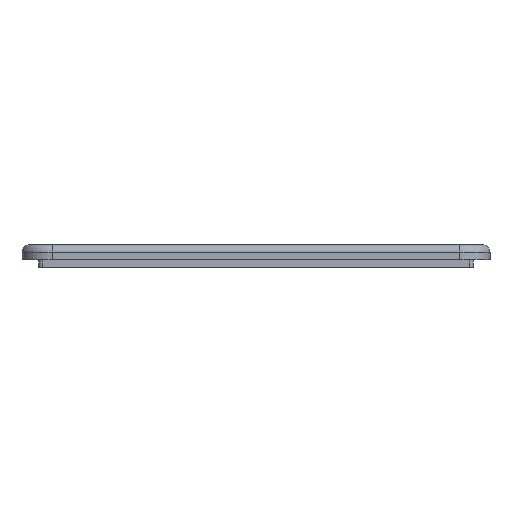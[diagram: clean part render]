
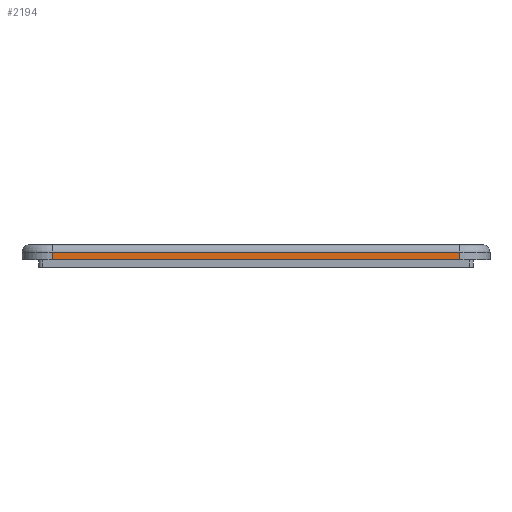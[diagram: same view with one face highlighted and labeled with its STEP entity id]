
A CAD part, front view. The second image highlights one B-rep face of the part: STEP entity #2194.
In plain terms, the highlighted planar face has unit normal (0, -1, 0).
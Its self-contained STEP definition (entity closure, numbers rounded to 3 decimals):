
#102 = PLANE('',#103);
#103 = AXIS2_PLACEMENT_3D('',#104,#105,#106);
#104 = CARTESIAN_POINT('',(31.,56.,-2.));
#105 = DIRECTION('',(0.,0.,1.));
#106 = DIRECTION('',(1.,0.,0.));
#293 = CYLINDRICAL_SURFACE('',#294,4.);
#294 = AXIS2_PLACEMENT_3D('',#295,#296,#297);
#295 = CARTESIAN_POINT('',(58.,4.,0.));
#296 = DIRECTION('',(0.,0.,1.));
#297 = DIRECTION('',(1.,0.,0.));
#311 = VERTEX_POINT('',#312);
#312 = CARTESIAN_POINT('',(4.,0.,-2.));
#327 = CYLINDRICAL_SURFACE('',#328,4.);
#328 = AXIS2_PLACEMENT_3D('',#329,#330,#331);
#329 = CARTESIAN_POINT('',(4.,4.,0.));
#330 = DIRECTION('',(0.,0.,1.));
#331 = DIRECTION('',(1.,0.,0.));
#420 = VERTEX_POINT('',#421);
#421 = CARTESIAN_POINT('',(58.,0.,-2.));
#443 = EDGE_CURVE('',#420,#311,#444,.T.);
#444 = SURFACE_CURVE('',#445,(#449,#456),.PCURVE_S1.);
#445 = LINE('',#446,#447);
#446 = CARTESIAN_POINT('',(61.5,0.,-2.));
#447 = VECTOR('',#448,1.);
#448 = DIRECTION('',(-1.,0.,0.));
#449 = PCURVE('',#102,#450);
#450 = DEFINITIONAL_REPRESENTATION('',(#451),#455);
#451 = LINE('',#452,#453);
#452 = CARTESIAN_POINT('',(30.5,-56.));
#453 = VECTOR('',#454,1.);
#454 = DIRECTION('',(-1.,0.));
#455 = ( GEOMETRIC_REPRESENTATION_CONTEXT(2) 
PARAMETRIC_REPRESENTATION_CONTEXT() REPRESENTATION_CONTEXT('2D SPACE',''
  ) );
#456 = PCURVE('',#457,#462);
#457 = PLANE('',#458);
#458 = AXIS2_PLACEMENT_3D('',#459,#460,#461);
#459 = CARTESIAN_POINT('',(58.,0.,0.));
#460 = DIRECTION('',(0.,1.,0.));
#461 = DIRECTION('',(-1.,0.,0.));
#462 = DEFINITIONAL_REPRESENTATION('',(#463),#467);
#463 = LINE('',#464,#465);
#464 = CARTESIAN_POINT('',(-3.5,-2.));
#465 = VECTOR('',#466,1.);
#466 = DIRECTION('',(1.,0.));
#467 = ( GEOMETRIC_REPRESENTATION_CONTEXT(2) 
PARAMETRIC_REPRESENTATION_CONTEXT() REPRESENTATION_CONTEXT('2D SPACE',''
  ) );
#911 = CYLINDRICAL_SURFACE('',#912,0.999);
#912 = AXIS2_PLACEMENT_3D('',#913,#914,#915);
#913 = CARTESIAN_POINT('',(58.,0.999,-0.999));
#914 = DIRECTION('',(-1.,0.,0.));
#915 = DIRECTION('',(0.,-1.,0.));
#2077 = VERTEX_POINT('',#2078);
#2078 = CARTESIAN_POINT('',(58.,0.,-0.999));
#2102 = EDGE_CURVE('',#2077,#420,#2103,.T.);
#2103 = SURFACE_CURVE('',#2104,(#2108,#2115),.PCURVE_S1.);
#2104 = LINE('',#2105,#2106);
#2105 = CARTESIAN_POINT('',(58.,0.,0.));
#2106 = VECTOR('',#2107,1.);
#2107 = DIRECTION('',(0.,0.,-1.));
#2108 = PCURVE('',#293,#2109);
#2109 = DEFINITIONAL_REPRESENTATION('',(#2110),#2114);
#2110 = LINE('',#2111,#2112);
#2111 = CARTESIAN_POINT('',(-1.571,0.));
#2112 = VECTOR('',#2113,1.);
#2113 = DIRECTION('',(0.,-1.));
#2114 = ( GEOMETRIC_REPRESENTATION_CONTEXT(2) 
PARAMETRIC_REPRESENTATION_CONTEXT() REPRESENTATION_CONTEXT('2D SPACE',''
  ) );
#2115 = PCURVE('',#457,#2116);
#2116 = DEFINITIONAL_REPRESENTATION('',(#2117),#2121);
#2117 = LINE('',#2118,#2119);
#2118 = CARTESIAN_POINT('',(0.,0.));
#2119 = VECTOR('',#2120,1.);
#2120 = DIRECTION('',(0.,-1.));
#2121 = ( GEOMETRIC_REPRESENTATION_CONTEXT(2) 
PARAMETRIC_REPRESENTATION_CONTEXT() REPRESENTATION_CONTEXT('2D SPACE',''
  ) );
#2127 = VERTEX_POINT('',#2128);
#2128 = CARTESIAN_POINT('',(4.,0.,-0.999));
#2152 = EDGE_CURVE('',#2127,#311,#2153,.T.);
#2153 = SURFACE_CURVE('',#2154,(#2158,#2165),.PCURVE_S1.);
#2154 = LINE('',#2155,#2156);
#2155 = CARTESIAN_POINT('',(4.,0.,0.));
#2156 = VECTOR('',#2157,1.);
#2157 = DIRECTION('',(0.,0.,-1.));
#2158 = PCURVE('',#327,#2159);
#2159 = DEFINITIONAL_REPRESENTATION('',(#2160),#2164);
#2160 = LINE('',#2161,#2162);
#2161 = CARTESIAN_POINT('',(-1.571,0.));
#2162 = VECTOR('',#2163,1.);
#2163 = DIRECTION('',(0.,-1.));
#2164 = ( GEOMETRIC_REPRESENTATION_CONTEXT(2) 
PARAMETRIC_REPRESENTATION_CONTEXT() REPRESENTATION_CONTEXT('2D SPACE',''
  ) );
#2165 = PCURVE('',#457,#2166);
#2166 = DEFINITIONAL_REPRESENTATION('',(#2167),#2171);
#2167 = LINE('',#2168,#2169);
#2168 = CARTESIAN_POINT('',(54.,0.));
#2169 = VECTOR('',#2170,1.);
#2170 = DIRECTION('',(0.,-1.));
#2171 = ( GEOMETRIC_REPRESENTATION_CONTEXT(2) 
PARAMETRIC_REPRESENTATION_CONTEXT() REPRESENTATION_CONTEXT('2D SPACE',''
  ) );
#2194 = ADVANCED_FACE('',(#2195),#457,.F.);
#2195 = FACE_BOUND('',#2196,.F.);
#2196 = EDGE_LOOP('',(#2197,#2218,#2219,#2220));
#2197 = ORIENTED_EDGE('',*,*,#2198,.F.);
#2198 = EDGE_CURVE('',#2077,#2127,#2199,.T.);
#2199 = SURFACE_CURVE('',#2200,(#2204,#2211),.PCURVE_S1.);
#2200 = LINE('',#2201,#2202);
#2201 = CARTESIAN_POINT('',(58.,0.,-0.999));
#2202 = VECTOR('',#2203,1.);
#2203 = DIRECTION('',(-1.,0.,0.));
#2204 = PCURVE('',#457,#2205);
#2205 = DEFINITIONAL_REPRESENTATION('',(#2206),#2210);
#2206 = LINE('',#2207,#2208);
#2207 = CARTESIAN_POINT('',(0.,-0.999));
#2208 = VECTOR('',#2209,1.);
#2209 = DIRECTION('',(1.,0.));
#2210 = ( GEOMETRIC_REPRESENTATION_CONTEXT(2) 
PARAMETRIC_REPRESENTATION_CONTEXT() REPRESENTATION_CONTEXT('2D SPACE',''
  ) );
#2211 = PCURVE('',#911,#2212);
#2212 = DEFINITIONAL_REPRESENTATION('',(#2213),#2217);
#2213 = LINE('',#2214,#2215);
#2214 = CARTESIAN_POINT('',(0.,0.));
#2215 = VECTOR('',#2216,1.);
#2216 = DIRECTION('',(0.,1.));
#2217 = ( GEOMETRIC_REPRESENTATION_CONTEXT(2) 
PARAMETRIC_REPRESENTATION_CONTEXT() REPRESENTATION_CONTEXT('2D SPACE',''
  ) );
#2218 = ORIENTED_EDGE('',*,*,#2102,.T.);
#2219 = ORIENTED_EDGE('',*,*,#443,.T.);
#2220 = ORIENTED_EDGE('',*,*,#2152,.F.);
